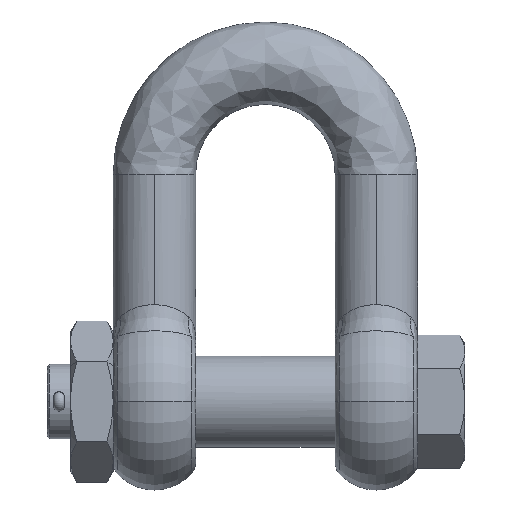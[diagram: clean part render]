
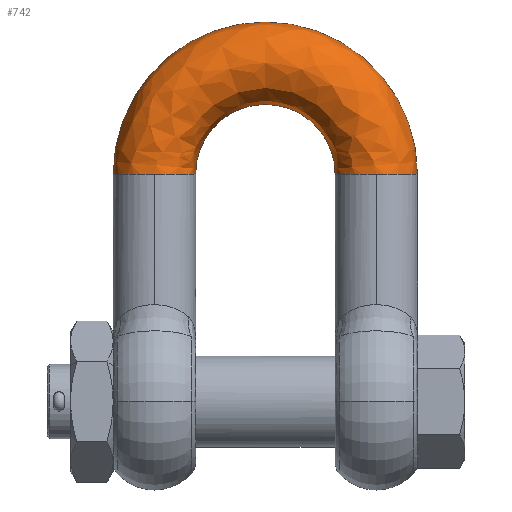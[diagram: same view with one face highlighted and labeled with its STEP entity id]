
A CAD part, top view. The second image highlights one B-rep face of the part: STEP entity #742.
In plain terms, the highlighted free-form (B-spline) face has degree [3, 3] with [4, 4] control points.
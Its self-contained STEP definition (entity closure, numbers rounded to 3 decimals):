
#742=ADVANCED_FACE('NONE',(#2116),#2117,.F.);
#2116=FACE_OUTER_BOUND('',#13471,.T.);
#2117=(B_SPLINE_SURFACE(3,3,((#13473,#13474,#13475,#13476),(#13477,#13478,#13479,#13480),(#13481,#13482,#13483,#13484),(#13485,#13486,#13487,#13488)),.UNSPECIFIED.,.F.,.F.,.F.)B_SPLINE_SURFACE_WITH_KNOTS((4,4),(4,4),(0.0,1.0),(0.0,1.0),.UNSPECIFIED.)RATIONAL_B_SPLINE_SURFACE(((1.0,0.333,0.333,1.0),(0.333,0.111,0.111,0.333),(0.333,0.111,0.111,0.333),(1.0,0.333,0.333,1.0)))BOUNDED_SURFACE()REPRESENTATION_ITEM('')GEOMETRIC_REPRESENTATION_ITEM()SURFACE());
#13471=EDGE_LOOP('',(#18475,#18476,#18477,#18478,#18479,#18480));
#13473=CARTESIAN_POINT('',(-63.5,207.0,0.));
#13474=CARTESIAN_POINT('',(-63.5,334.,0.));
#13475=CARTESIAN_POINT('',(63.5,334.,0.));
#13476=CARTESIAN_POINT('',(63.5,207.,0.));
#13477=CARTESIAN_POINT('',(-63.5,207.0,75.0));
#13478=CARTESIAN_POINT('',(-63.5,334.,75.0));
#13479=CARTESIAN_POINT('',(63.5,334.,75.0));
#13480=CARTESIAN_POINT('',(63.5,207.,75.0));
#13481=CARTESIAN_POINT('',(-138.5,207.0,75.0));
#13482=CARTESIAN_POINT('',(-138.5,484.,75.0));
#13483=CARTESIAN_POINT('',(138.5,484.,75.0));
#13484=CARTESIAN_POINT('',(138.5,207.,75.0));
#13485=CARTESIAN_POINT('',(-138.5,207.0,0.));
#13486=CARTESIAN_POINT('',(-138.5,484.,0.));
#13487=CARTESIAN_POINT('',(138.5,484.,0.));
#13488=CARTESIAN_POINT('',(138.5,207.,0.));
#18475=ORIENTED_EDGE('',*,*,#19795,.F.);
#18476=ORIENTED_EDGE('',*,*,#20523,.F.);
#18477=ORIENTED_EDGE('',*,*,#20661,.T.);
#18478=ORIENTED_EDGE('',*,*,#19694,.T.);
#18479=ORIENTED_EDGE('',*,*,#20521,.F.);
#18480=ORIENTED_EDGE('',*,*,#20445,.F.);
#19694=EDGE_CURVE('NONE',#22116,#22117,#22118,.T.);
#19795=EDGE_CURVE('NONE',#22316,#22318,#22319,.T.);
#20445=EDGE_CURVE('NONE',#22318,#23413,#23414,.T.);
#20521=EDGE_CURVE('NONE',#23413,#22117,#23558,.T.);
#20523=EDGE_CURVE('NONE',#23559,#22316,#23561,.T.);
#20661=EDGE_CURVE('NONE',#23559,#22116,#23748,.T.);
#22116=VERTEX_POINT('NONE',#31202);
#22117=VERTEX_POINT('NONE',#31203);
#22118=CIRCLE('',#31204,37.5);
#22316=VERTEX_POINT('NONE',#31765);
#22318=VERTEX_POINT('NONE',#31767);
#22319=CIRCLE('',#31768,37.5);
#23413=VERTEX_POINT('NONE',#35891);
#23414=CIRCLE('',#35892,37.5);
#23558=CIRCLE('',#36474,138.5);
#23559=VERTEX_POINT('NONE',#36475);
#23561=CIRCLE('',#36477,63.5);
#23748=CIRCLE('',#37053,37.5);
#31202=CARTESIAN_POINT('',(101.0,207.0,37.5));
#31203=CARTESIAN_POINT('',(138.5,207.0,0.));
#31204=AXIS2_PLACEMENT_3D('',#38040,#38041,#38042);
#31765=CARTESIAN_POINT('',(-63.5,207.0,0.0));
#31767=CARTESIAN_POINT('',(-101.0,207.0,37.5));
#31768=AXIS2_PLACEMENT_3D('',#38136,#38137,#38138);
#35891=CARTESIAN_POINT('',(-138.5,207.0,0.));
#35892=AXIS2_PLACEMENT_3D('',#38619,#38620,#38621);
#36474=AXIS2_PLACEMENT_3D('',#38688,#38689,#38690);
#36475=CARTESIAN_POINT('',(63.5,207.0,0.));
#36477=AXIS2_PLACEMENT_3D('',#38694,#38695,#38696);
#37053=AXIS2_PLACEMENT_3D('',#38802,#38803,#38804);
#38040=CARTESIAN_POINT('',(101.0,207.0,0.0));
#38041=DIRECTION('',(0.0,1.0,0.0));
#38042=DIRECTION('',(1.0,0.0,0.));
#38136=CARTESIAN_POINT('',(-101.0,207.0,0.));
#38137=DIRECTION('',(0.0,-1.0,0.0));
#38138=DIRECTION('',(0.0,0.0,-1.0));
#38619=CARTESIAN_POINT('',(-101.0,207.0,0.));
#38620=DIRECTION('',(0.0,-1.0,0.0));
#38621=DIRECTION('',(0.0,0.0,-1.0));
#38688=CARTESIAN_POINT('',(0.0,207.0,0.));
#38689=DIRECTION('',(0.0,0.0,-1.0));
#38690=DIRECTION('',(-1.0,0.0,0.0));
#38694=CARTESIAN_POINT('',(0.0,207.0,0.));
#38695=DIRECTION('',(0.0,0.0,1.0));
#38696=DIRECTION('',(-1.0,0.0,0.0));
#38802=CARTESIAN_POINT('',(101.0,207.0,0.0));
#38803=DIRECTION('',(0.0,1.0,0.0));
#38804=DIRECTION('',(1.0,0.0,0.));
